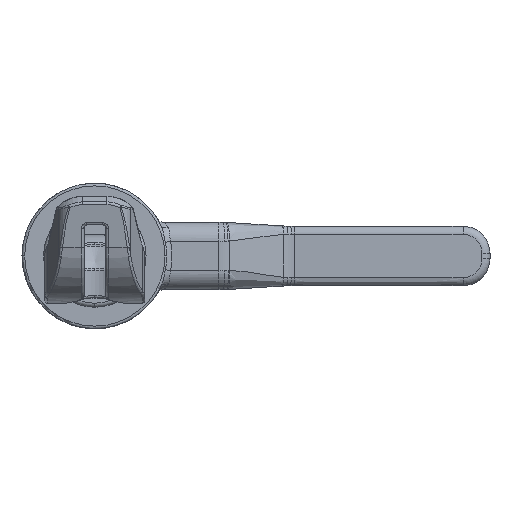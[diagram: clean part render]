
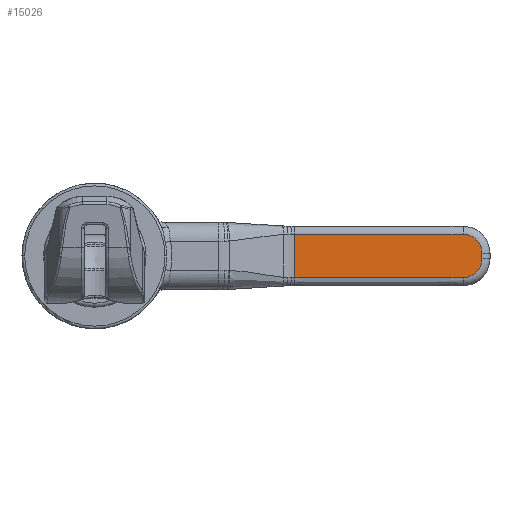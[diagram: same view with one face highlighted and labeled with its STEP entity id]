
A CAD part, left-side view. The second image highlights one B-rep face of the part: STEP entity #15026.
In plain terms, the highlighted face is planar.
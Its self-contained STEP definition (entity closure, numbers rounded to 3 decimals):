
#12607=CARTESIAN_POINT('',(74.061,8.,
-6.));
#12641=CARTESIAN_POINT('',(136.5,8.,-6.));
#12642=CARTESIAN_POINT('',(134.734,8.,-6.));
#12643=CARTESIAN_POINT('',(131.32,8.,-6.));
#12644=CARTESIAN_POINT('',(126.561,8.,-6.));
#12645=CARTESIAN_POINT('',(122.13,8.,-6.));
#12646=CARTESIAN_POINT('',(118.007,8.,-6.));
#12647=CARTESIAN_POINT('',(114.169,8.,-6.));
#12648=CARTESIAN_POINT('',(110.597,8.,-6.));
#12649=CARTESIAN_POINT('',(107.272,8.,-6.));
#12650=CARTESIAN_POINT('',(104.178,8.,-6.));
#12651=CARTESIAN_POINT('',(101.298,8.,-6.));
#12652=CARTESIAN_POINT('',(98.618,8.,-6.));
#12653=CARTESIAN_POINT('',(96.123,8.,-6.));
#12654=CARTESIAN_POINT('',(93.801,8.,-6.));
#12655=CARTESIAN_POINT('',(91.64,8.,-6.));
#12656=CARTESIAN_POINT('',(89.629,8.,-6.));
#12657=CARTESIAN_POINT('',(87.757,8.,-6.));
#12658=CARTESIAN_POINT('',(86.015,8.,-6.));
#12659=CARTESIAN_POINT('',(84.393,8.,-6.));
#12660=CARTESIAN_POINT('',(82.884,8.,-6.));
#12661=CARTESIAN_POINT('',(81.48,8.,-6.));
#12662=CARTESIAN_POINT('',(80.173,8.,-6.));
#12663=CARTESIAN_POINT('',(78.957,8.,
-6.));
#12664=CARTESIAN_POINT('',(77.827,8.,
-6.));
#12665=CARTESIAN_POINT('',(76.775,8.,
-6.));
#12666=CARTESIAN_POINT('',(75.799,8.,
-6.));
#12667=CARTESIAN_POINT('',(74.893,8.,
-6.));
#12668=CARTESIAN_POINT('',(74.331,8.001,
-6.));
#12669=CARTESIAN_POINT('',(74.061,8.,
-6.));
#12671=DIRECTION('',(0.,-1.,0.));
#12672=VECTOR('',#12671,16.);
#12673=CARTESIAN_POINT('',(74.061,8.,
-6.));
#12674=LINE('',#12673,#12672);
#12675=DIRECTION('',(1.,0.,0.));
#12676=VECTOR('',#12675,62.439);
#12677=CARTESIAN_POINT('',(74.061,-8.,-6.));
#12678=LINE('',#12677,#12676);
#12679=CARTESIAN_POINT('',(136.5,-1.,-6.));
#12680=DIRECTION('',(0.,0.,1.));
#12681=DIRECTION('',(0.,-1.,0.));
#12682=AXIS2_PLACEMENT_3D('',#12679,#12680,#12681);
#12684=DIRECTION('',(0.,1.,0.));
#12685=VECTOR('',#12684,2.);
#12686=CARTESIAN_POINT('',(143.5,-1.,-6.));
#12687=LINE('',#12686,#12685);
#12688=CARTESIAN_POINT('',(136.5,1.,-6.));
#12689=DIRECTION('',(0.,0.,1.));
#12690=DIRECTION('',(1.,0.,0.));
#12691=AXIS2_PLACEMENT_3D('',#12688,#12689,#12690);
#13017=VERTEX_POINT('',#12607);
#13019=VERTEX_POINT('',#12641);
#13021=CARTESIAN_POINT('',(143.5,1.,-6.));
#13022=VERTEX_POINT('',#13021);
#13025=CARTESIAN_POINT('',(143.5,-1.,-6.));
#13026=VERTEX_POINT('',#13025);
#13029=CARTESIAN_POINT('',(136.5,-8.,-6.));
#13030=VERTEX_POINT('',#13029);
#13033=CARTESIAN_POINT('',(74.061,-8.,-6.));
#13034=VERTEX_POINT('',#13033);
#15009=CARTESIAN_POINT('',(146.5,-50.,-6.));
#15010=DIRECTION('',(0.,0.,-1.));
#15011=DIRECTION('',(-1.,0.,0.));
#15012=AXIS2_PLACEMENT_3D('',#15009,#15010,#15011);
#15013=PLANE('',#15012);
#15014=ORIENTED_EDGE('',*,*,#15000,.T.);
#15015=ORIENTED_EDGE('',*,*,#14775,.T.);
#15017=ORIENTED_EDGE('',*,*,#15016,.T.);
#15019=ORIENTED_EDGE('',*,*,#15018,.T.);
#15021=ORIENTED_EDGE('',*,*,#15020,.T.);
#15023=ORIENTED_EDGE('',*,*,#15022,.T.);
#15024=EDGE_LOOP('',(#15014,#15015,#15017,#15019,#15021,#15023));
#15025=FACE_OUTER_BOUND('',#15024,.F.);
#15026=ADVANCED_FACE('',(#15025),#15013,.T.);
#12670=B_SPLINE_CURVE_WITH_KNOTS('',3,(#12641,#12642,#12643,#12644,#12645,
#12646,#12647,#12648,#12649,#12650,#12651,#12652,#12653,#12654,#12655,#12656,
#12657,#12658,#12659,#12660,#12661,#12662,#12663,#12664,#12665,#12666,#12667,
#12668,#12669),.UNSPECIFIED.,.F.,.F.,(4,1,1,1,1,1,1,1,1,1,1,1,1,1,1,1,1,1,1,1,1,
1,1,1,1,1,4),(0.,0.038,0.077,0.115,
0.154,0.192,0.231,0.269,
0.308,0.346,0.385,0.423,
0.462,0.5,0.538,0.577,0.615,
0.654,0.692,0.731,0.769,
0.808,0.846,0.885,0.923,
0.962,1.),.UNSPECIFIED.);
#12683=CIRCLE('',#12682,7.);
#12692=CIRCLE('',#12691,7.);
#14775=EDGE_CURVE('',#13017,#13034,#12674,.T.);
#15000=EDGE_CURVE('',#13019,#13017,#12670,.T.);
#15016=EDGE_CURVE('',#13034,#13030,#12678,.T.);
#15018=EDGE_CURVE('',#13030,#13026,#12683,.T.);
#15020=EDGE_CURVE('',#13026,#13022,#12687,.T.);
#15022=EDGE_CURVE('',#13022,#13019,#12692,.T.);
